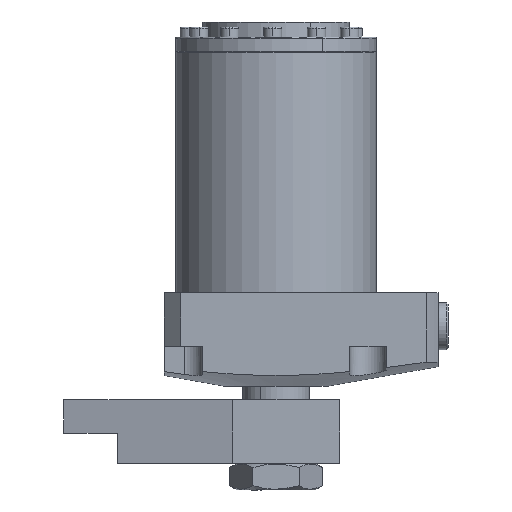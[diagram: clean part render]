
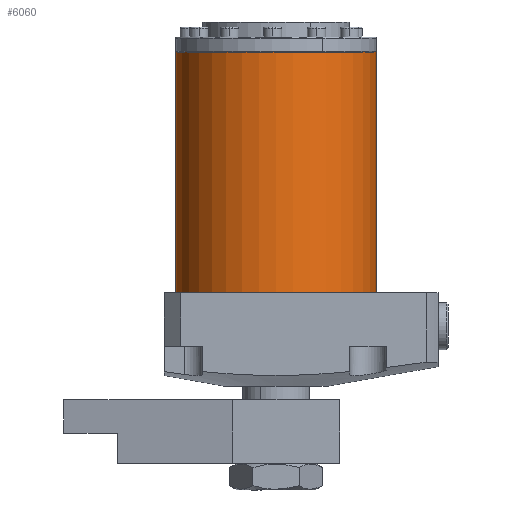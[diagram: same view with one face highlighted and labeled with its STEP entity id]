
A CAD part, front view. The second image highlights one B-rep face of the part: STEP entity #6060.
In plain terms, the highlighted cylindrical face has radius 30 mm (diameter 60 mm), a partial arc.
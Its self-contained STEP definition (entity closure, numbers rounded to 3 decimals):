
#431 = ORIENTED_EDGE ( 'NONE', *, *, #4407, .F. ) ;
#1440 = DIRECTION ( 'NONE',  ( 1., 0., 0. ) ) ;
#1446 = VERTEX_POINT ( 'NONE', #6467 ) ;
#4343 = AXIS2_PLACEMENT_3D ( 'NONE', #9993, #18244, #11657 ) ;
#4407 = EDGE_CURVE ( 'NONE', #20086, #4432, #8646, .T. ) ;
#4432 = VERTEX_POINT ( 'NONE', #18413 ) ;
#4957 = DIRECTION ( 'NONE',  ( 0., 0., -1. ) ) ;
#6060 = ADVANCED_FACE ( 'NONE', ( #8831 ), #12663, .T. ) ;
#6467 = CARTESIAN_POINT ( 'NONE',  ( -30., 0., 0. ) ) ;
#6582 = ORIENTED_EDGE ( 'NONE', *, *, #12528, .T. ) ;
#6790 = CIRCLE ( 'NONE', #20944, 30. ) ;
#7434 = CARTESIAN_POINT ( 'NONE',  ( 30., 0., 0. ) ) ;
#8235 = EDGE_CURVE ( 'NONE', #4432, #1446, #19550, .T. ) ;
#8463 = LINE ( 'NONE', #14772, #16687 ) ;
#8590 = CARTESIAN_POINT ( 'NONE',  ( 0., 0., 72. ) ) ;
#8646 = CIRCLE ( 'NONE', #18600, 30. ) ;
#8831 = FACE_OUTER_BOUND ( 'NONE', #9673, .T. ) ;
#9423 = ORIENTED_EDGE ( 'NONE', *, *, #8235, .F. ) ;
#9673 = EDGE_LOOP ( 'NONE', ( #431, #18605, #6582, #9423 ) ) ;
#9993 = CARTESIAN_POINT ( 'NONE',  ( 0., 0., 72. ) ) ;
#10208 = CARTESIAN_POINT ( 'NONE',  ( -30., 0., 72. ) ) ;
#10242 = DIRECTION ( 'NONE',  ( 1., 0., 0. ) ) ;
#11288 = DIRECTION ( 'NONE',  ( 0., 0., 1. ) ) ;
#11657 = DIRECTION ( 'NONE',  ( -1., 0., 0. ) ) ;
#12528 = EDGE_CURVE ( 'NONE', #13270, #1446, #6790, .T. ) ;
#12663 = CYLINDRICAL_SURFACE ( 'NONE', #4343, 30. ) ;
#13270 = VERTEX_POINT ( 'NONE', #7434 ) ;
#14677 = VECTOR ( 'NONE', #18237, 1000. ) ;
#14772 = CARTESIAN_POINT ( 'NONE',  ( 30., 0., 72. ) ) ;
#16687 = VECTOR ( 'NONE', #4957, 1000. ) ;
#18237 = DIRECTION ( 'NONE',  ( 0., 0., -1. ) ) ;
#18244 = DIRECTION ( 'NONE',  ( 0., 0., -1. ) ) ;
#18413 = CARTESIAN_POINT ( 'NONE',  ( -30., 0., 72. ) ) ;
#18600 = AXIS2_PLACEMENT_3D ( 'NONE', #8590, #20053, #10242 ) ;
#18605 = ORIENTED_EDGE ( 'NONE', *, *, #19676, .T. ) ;
#19181 = CARTESIAN_POINT ( 'NONE',  ( 30., 0., 72. ) ) ;
#19550 = LINE ( 'NONE', #10208, #14677 ) ;
#19676 = EDGE_CURVE ( 'NONE', #20086, #13270, #8463, .T. ) ;
#20053 = DIRECTION ( 'NONE',  ( 0., 0., 1. ) ) ;
#20086 = VERTEX_POINT ( 'NONE', #19181 ) ;
#20944 = AXIS2_PLACEMENT_3D ( 'NONE', #21083, #11288, #1440 ) ;
#21083 = CARTESIAN_POINT ( 'NONE',  ( 0., 0., 0. ) ) ;
